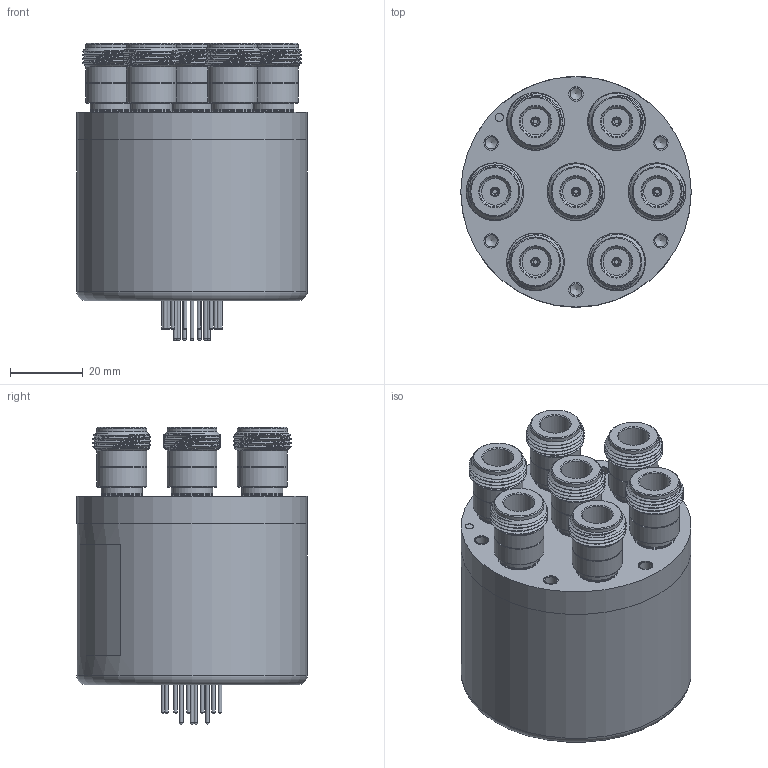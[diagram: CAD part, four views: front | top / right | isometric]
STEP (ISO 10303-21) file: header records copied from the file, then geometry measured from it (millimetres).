
FILE_DESCRIPTION (( 'STEP AP203' ), '1' );
FILE_NAME ('PE71S6072_3D.step', '2021-03-04T15:33:15', ( '' ), ( '' ), 'SwSTEP 2.0', 'SolidWorks 2020', '' );
FILE_SCHEMA (( 'CONFIG_CONTROL_DESIGN' ));
Length unit declared in the file: inch
Products named in the file (1): PE71S6072_3D
Bounding box: 63.5 x 63.5 x 82 mm (x, y, z)
Volume: 179843.4 mm3; surface area: 27882.8 mm2
Topology: 1 solids, 1 shells, 469 faces, 1196 edges, 760 vertices
Faces by surface type: plane 168, cone 125, cylinder 114, bspline 21, torus 21, sphere 20
Full cylindrical faces by diameter (mm): 1.016 x20, 1.27 x7, 2.318 x1, 2.54 x7, 3.3 x6, 4 x6, 8.382 x7, 11.43 x21, 13.527 x7, 13.767 x21, 21.59 x1, 63.5 x2
Entity records: 24136 total; most frequent: CARTESIAN_POINT 14814, DIRECTION 1980, ORIENTED_EDGE 1580, AXIS2_PLACEMENT_3D 874, EDGE_CURVE 790, EDGE_LOOP 750, VERTEX_POINT 618, FACE_OUTER_BOUND 589
